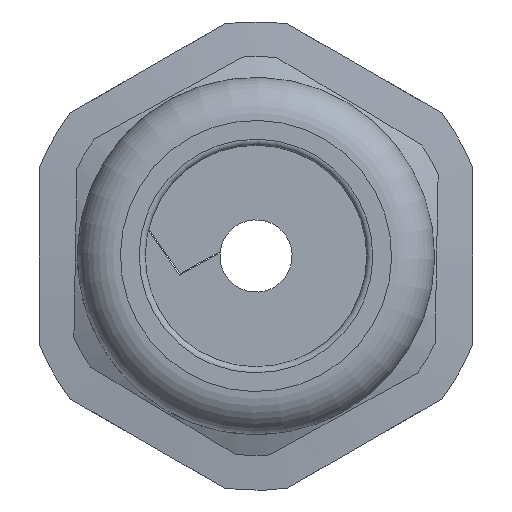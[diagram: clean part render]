
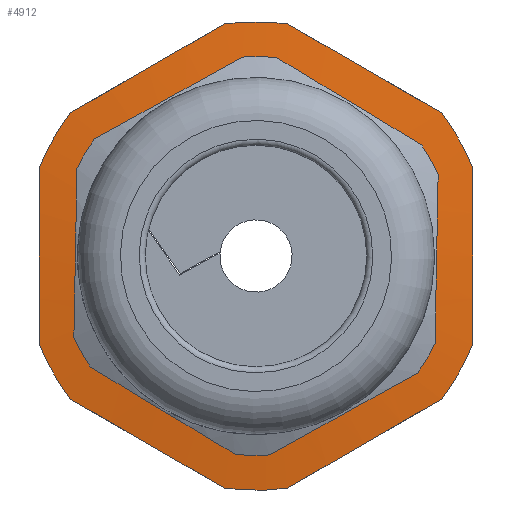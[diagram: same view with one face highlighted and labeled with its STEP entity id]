
A CAD part, left-side view. The second image highlights one B-rep face of the part: STEP entity #4912.
In plain terms, the highlighted conical face has half-angle 83.732 degrees and reference radius 16.405 mm.
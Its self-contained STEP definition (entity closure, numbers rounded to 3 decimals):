
#133=CONICAL_SURFACE('',#5577,16.405,83.732);
#182=(
BOUNDED_CURVE()
B_SPLINE_CURVE(2,(#12651,#12652,#12653),.UNSPECIFIED.,.F.,.F.)
B_SPLINE_CURVE_WITH_KNOTS((3,3),(0.,1.477),.UNSPECIFIED.)
CURVE()
GEOMETRIC_REPRESENTATION_ITEM()
RATIONAL_B_SPLINE_CURVE((1.,1.081,1.))
REPRESENTATION_ITEM('')
);
#183=(
BOUNDED_CURVE()
B_SPLINE_CURVE(2,(#12662,#12663,#12664),.UNSPECIFIED.,.F.,.F.)
B_SPLINE_CURVE_WITH_KNOTS((3,3),(0.,1.477),.UNSPECIFIED.)
CURVE()
GEOMETRIC_REPRESENTATION_ITEM()
RATIONAL_B_SPLINE_CURVE((1.,1.081,1.))
REPRESENTATION_ITEM('')
);
#184=(
BOUNDED_CURVE()
B_SPLINE_CURVE(2,(#12673,#12674,#12675),.UNSPECIFIED.,.F.,.F.)
B_SPLINE_CURVE_WITH_KNOTS((3,3),(0.,1.477),.UNSPECIFIED.)
CURVE()
GEOMETRIC_REPRESENTATION_ITEM()
RATIONAL_B_SPLINE_CURVE((1.,1.081,1.))
REPRESENTATION_ITEM('')
);
#185=(
BOUNDED_CURVE()
B_SPLINE_CURVE(2,(#12684,#12685,#12686),.UNSPECIFIED.,.F.,.F.)
B_SPLINE_CURVE_WITH_KNOTS((3,3),(0.,1.477),.UNSPECIFIED.)
CURVE()
GEOMETRIC_REPRESENTATION_ITEM()
RATIONAL_B_SPLINE_CURVE((1.,1.081,1.))
REPRESENTATION_ITEM('')
);
#186=(
BOUNDED_CURVE()
B_SPLINE_CURVE(2,(#12695,#12696,#12697),.UNSPECIFIED.,.F.,.F.)
B_SPLINE_CURVE_WITH_KNOTS((3,3),(0.,1.477),.UNSPECIFIED.)
CURVE()
GEOMETRIC_REPRESENTATION_ITEM()
RATIONAL_B_SPLINE_CURVE((1.,1.081,1.))
REPRESENTATION_ITEM('')
);
#187=(
BOUNDED_CURVE()
B_SPLINE_CURVE(2,(#12706,#12707,#12708),.UNSPECIFIED.,.F.,.F.)
B_SPLINE_CURVE_WITH_KNOTS((3,3),(0.,1.477),.UNSPECIFIED.)
CURVE()
GEOMETRIC_REPRESENTATION_ITEM()
RATIONAL_B_SPLINE_CURVE((1.,1.081,1.))
REPRESENTATION_ITEM('')
);
#300=FACE_BOUND('',#1315,.T.);
#659=CIRCLE('',#5578,13.355);
#660=CIRCLE('',#5579,19.455);
#661=CIRCLE('',#5580,19.455);
#662=CIRCLE('',#5581,19.455);
#663=CIRCLE('',#5582,19.455);
#664=CIRCLE('',#5583,19.455);
#665=CIRCLE('',#5584,19.455);
#992=FACE_OUTER_BOUND('',#1314,.T.);
#1314=EDGE_LOOP('',(#4445));
#1315=EDGE_LOOP('',(#4446,#4447,#4448,#4449,#4450,#4451,#4452,#4453,#4454,
#4455,#4456,#4457));
#2297=VERTEX_POINT('',#12649);
#2298=VERTEX_POINT('',#12650);
#2301=VERTEX_POINT('',#12660);
#2302=VERTEX_POINT('',#12661);
#2305=VERTEX_POINT('',#12671);
#2306=VERTEX_POINT('',#12672);
#2309=VERTEX_POINT('',#12682);
#2310=VERTEX_POINT('',#12683);
#2313=VERTEX_POINT('',#12693);
#2314=VERTEX_POINT('',#12694);
#2317=VERTEX_POINT('',#12704);
#2318=VERTEX_POINT('',#12705);
#2321=VERTEX_POINT('',#12715);
#3012=EDGE_CURVE('',#2297,#2298,#182,.T.);
#3016=EDGE_CURVE('',#2301,#2302,#183,.T.);
#3020=EDGE_CURVE('',#2305,#2306,#184,.T.);
#3024=EDGE_CURVE('',#2309,#2310,#185,.T.);
#3028=EDGE_CURVE('',#2313,#2314,#186,.T.);
#3032=EDGE_CURVE('',#2317,#2318,#187,.T.);
#3036=EDGE_CURVE('',#2321,#2321,#659,.T.);
#3037=EDGE_CURVE('',#2298,#2305,#660,.T.);
#3038=EDGE_CURVE('',#2306,#2309,#661,.T.);
#3039=EDGE_CURVE('',#2310,#2301,#662,.T.);
#3040=EDGE_CURVE('',#2302,#2313,#663,.T.);
#3041=EDGE_CURVE('',#2314,#2317,#664,.T.);
#3042=EDGE_CURVE('',#2318,#2297,#665,.T.);
#4445=ORIENTED_EDGE('',*,*,#3036,.T.);
#4446=ORIENTED_EDGE('',*,*,#3012,.T.);
#4447=ORIENTED_EDGE('',*,*,#3037,.T.);
#4448=ORIENTED_EDGE('',*,*,#3020,.T.);
#4449=ORIENTED_EDGE('',*,*,#3038,.T.);
#4450=ORIENTED_EDGE('',*,*,#3024,.T.);
#4451=ORIENTED_EDGE('',*,*,#3039,.T.);
#4452=ORIENTED_EDGE('',*,*,#3016,.T.);
#4453=ORIENTED_EDGE('',*,*,#3040,.T.);
#4454=ORIENTED_EDGE('',*,*,#3028,.T.);
#4455=ORIENTED_EDGE('',*,*,#3041,.T.);
#4456=ORIENTED_EDGE('',*,*,#3032,.T.);
#4457=ORIENTED_EDGE('',*,*,#3042,.T.);
#4912=ADVANCED_FACE('',(#992,#300),#133,.T.);
#5577=AXIS2_PLACEMENT_3D('',#12714,#7082,#7083);
#5578=AXIS2_PLACEMENT_3D('',#12716,#7084,#7085);
#5579=AXIS2_PLACEMENT_3D('',#12717,#7086,#7087);
#5580=AXIS2_PLACEMENT_3D('',#12718,#7088,#7089);
#5581=AXIS2_PLACEMENT_3D('',#12719,#7090,#7091);
#5582=AXIS2_PLACEMENT_3D('',#12720,#7092,#7093);
#5583=AXIS2_PLACEMENT_3D('',#12721,#7094,#7095);
#5584=AXIS2_PLACEMENT_3D('',#12722,#7096,#7097);
#7082=DIRECTION('center_axis',(1.,0.,0.));
#7083=DIRECTION('ref_axis',(0.,-1.,0.));
#7084=DIRECTION('center_axis',(1.,0.,0.));
#7085=DIRECTION('ref_axis',(0.,-1.,0.));
#7086=DIRECTION('center_axis',(-1.,0.,0.));
#7087=DIRECTION('ref_axis',(0.,-1.,0.));
#7088=DIRECTION('center_axis',(-1.,0.,0.));
#7089=DIRECTION('ref_axis',(0.,-1.,0.));
#7090=DIRECTION('center_axis',(-1.,0.,0.));
#7091=DIRECTION('ref_axis',(0.,-1.,0.));
#7092=DIRECTION('center_axis',(-1.,0.,0.));
#7093=DIRECTION('ref_axis',(0.,-1.,0.));
#7094=DIRECTION('center_axis',(-1.,0.,0.));
#7095=DIRECTION('ref_axis',(0.,-1.,0.));
#7096=DIRECTION('center_axis',(-1.,0.,0.));
#7097=DIRECTION('ref_axis',(0.,-1.,0.));
#12649=CARTESIAN_POINT('',(-12.5,15.393,-11.897));
#12650=CARTESIAN_POINT('',(-12.5,2.607,-19.28));
#12651=CARTESIAN_POINT('Ctrl Pts',(-12.5,15.393,-11.897));
#12652=CARTESIAN_POINT('Ctrl Pts',(-12.808,9.,-15.588));
#12653=CARTESIAN_POINT('Ctrl Pts',(-12.5,2.607,-19.28));
#12660=CARTESIAN_POINT('',(-12.5,-15.393,11.897));
#12661=CARTESIAN_POINT('',(-12.5,-2.607,19.28));
#12662=CARTESIAN_POINT('Ctrl Pts',(-12.5,-15.393,11.897));
#12663=CARTESIAN_POINT('Ctrl Pts',(-12.808,-9.,15.588));
#12664=CARTESIAN_POINT('Ctrl Pts',(-12.5,-2.607,19.28));
#12671=CARTESIAN_POINT('',(-12.5,-2.607,-19.28));
#12672=CARTESIAN_POINT('',(-12.5,-15.393,-11.897));
#12673=CARTESIAN_POINT('Ctrl Pts',(-12.5,-2.607,-19.28));
#12674=CARTESIAN_POINT('Ctrl Pts',(-12.808,-9.,-15.588));
#12675=CARTESIAN_POINT('Ctrl Pts',(-12.5,-15.393,-11.897));
#12682=CARTESIAN_POINT('',(-12.5,-18.,-7.382));
#12683=CARTESIAN_POINT('',(-12.5,-18.,7.382));
#12684=CARTESIAN_POINT('Ctrl Pts',(-12.5,-18.,-7.382));
#12685=CARTESIAN_POINT('Ctrl Pts',(-12.808,-18.,0.));
#12686=CARTESIAN_POINT('Ctrl Pts',(-12.5,-18.,7.382));
#12693=CARTESIAN_POINT('',(-12.5,2.607,19.28));
#12694=CARTESIAN_POINT('',(-12.5,15.393,11.897));
#12695=CARTESIAN_POINT('Ctrl Pts',(-12.5,2.607,19.28));
#12696=CARTESIAN_POINT('Ctrl Pts',(-12.808,9.,15.588));
#12697=CARTESIAN_POINT('Ctrl Pts',(-12.5,15.393,11.897));
#12704=CARTESIAN_POINT('',(-12.5,18.,7.382));
#12705=CARTESIAN_POINT('',(-12.5,18.,-7.382));
#12706=CARTESIAN_POINT('Ctrl Pts',(-12.5,18.,7.382));
#12707=CARTESIAN_POINT('Ctrl Pts',(-12.808,18.,0.));
#12708=CARTESIAN_POINT('Ctrl Pts',(-12.5,18.,-7.382));
#12714=CARTESIAN_POINT('Origin',(-12.835,0.,0.));
#12715=CARTESIAN_POINT('',(-13.17,13.355,0.));
#12716=CARTESIAN_POINT('Origin',(-13.17,0.,0.));
#12717=CARTESIAN_POINT('Origin',(-12.5,0.,0.));
#12718=CARTESIAN_POINT('Origin',(-12.5,0.,0.));
#12719=CARTESIAN_POINT('Origin',(-12.5,0.,0.));
#12720=CARTESIAN_POINT('Origin',(-12.5,0.,0.));
#12721=CARTESIAN_POINT('Origin',(-12.5,0.,0.));
#12722=CARTESIAN_POINT('Origin',(-12.5,0.,0.));
